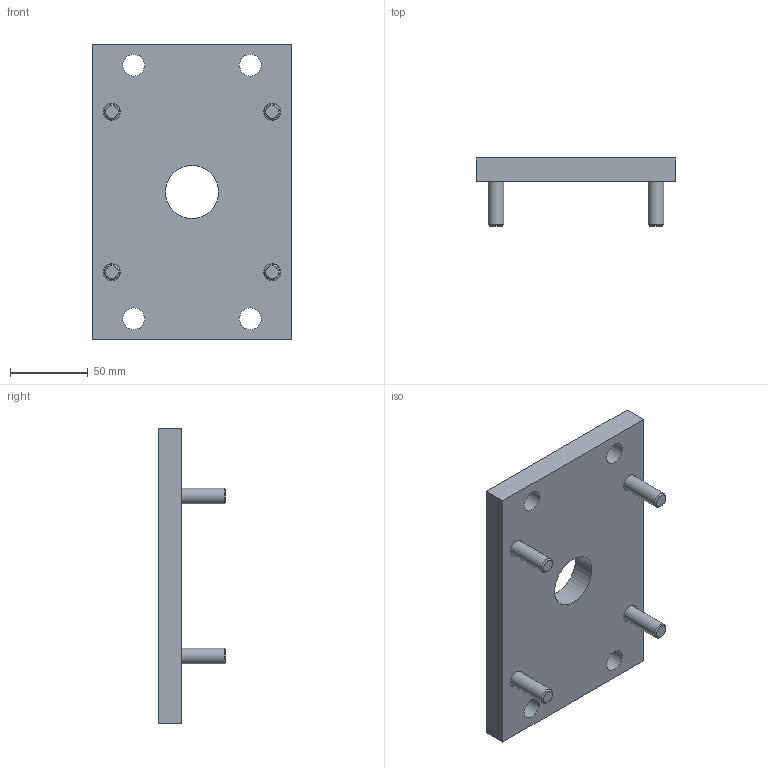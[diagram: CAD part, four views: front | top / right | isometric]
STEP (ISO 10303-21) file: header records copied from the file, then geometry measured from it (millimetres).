
FILE_DESCRIPTION(/* description */ ('STEP AP214'),/* implementation_level */ '2;1');
FILE_NAME(/* name */ '157307_FUA-100',/* time_stamp */ '2024-08-28T19:18:14+02:00',/* author */ ('License CC BY-ND 4.0'),/* organization */ ('CADENAS'),/* preprocessor_version */ 'ST-DEVELOPER v19.3',/* originating_system */ 'PARTsolutions',/* authorisation */ ' ');
FILE_SCHEMA (('AP203_CONFIGURATION_CONTROLLED_3D_DESIGN_OF_MECHANICAL_PARTS_AND_ASSEMBLIES_MIM_LF { 1 0 10303 203 3 1 4 }','AUTOMOTIVE_DESIGN {1 0 10303 214 3 1 1}'));
Length unit declared in the file: millimetre
Products named in the file (3): 157307 FUA-100; 157307 FUA-100---(F); DIN-6912 - M10x35(F)
Assembly tree (5 placements, depth 2):
  157307 FUA-100
    157307 FUA-100---(F)
    DIN-6912 - M10x35(F)  x4
Bounding box: 128 x 43.5 x 190 mm (x, y, z)
Volume: 345659.6 mm3; surface area: 69102.6 mm2
Topology: 5 solids, 5 shells, 139 faces, 275 edges, 154 vertices
Faces by surface type: plane 70, cone 36, cylinder 25, torus 8
Full cylindrical faces by diameter (mm): 5 x4, 10 x4, 11 x4, 14 x4, 16 x4, 18 x4, 34 x1
Entity records: 1386 total; most frequent: DIRECTION 240, CARTESIAN_POINT 231, ORIENTED_EDGE 166, AXIS2_PLACEMENT_3D 105, FACE_BOUND 97, EDGE_LOOP 96, EDGE_CURVE 83, VERTEX_POINT 62
